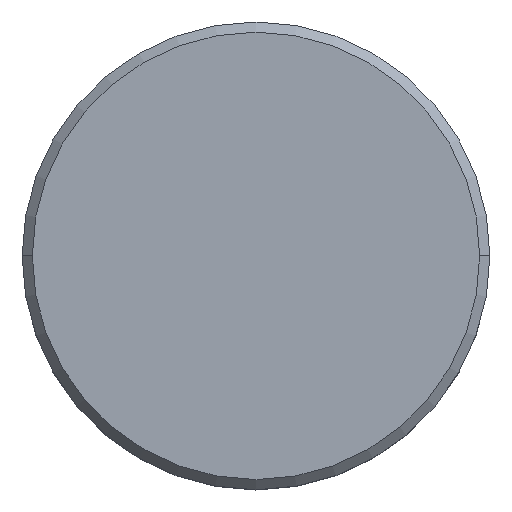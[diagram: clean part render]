
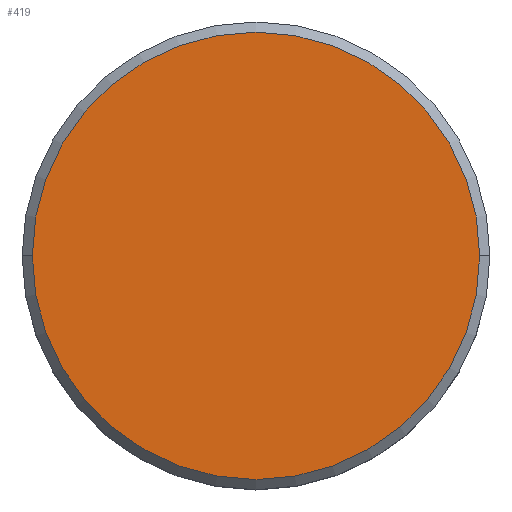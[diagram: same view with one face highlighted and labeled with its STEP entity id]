
A CAD part, top view. The second image highlights one B-rep face of the part: STEP entity #419.
In plain terms, the highlighted planar face has unit normal (0, 0, 1).
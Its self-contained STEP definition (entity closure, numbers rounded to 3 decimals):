
#11 = EDGE_LOOP ( 'NONE', ( #286, #245 ) ) ;
#25 = DIRECTION ( 'NONE',  ( 1., 0., 0. ) ) ;
#28 = PLANE ( 'NONE',  #371 ) ;
#33 = CIRCLE ( 'NONE', #517, 11. ) ;
#54 = CIRCLE ( 'NONE', #471, 11. ) ;
#62 = VERTEX_POINT ( 'NONE', #315 ) ;
#113 = DIRECTION ( 'NONE',  ( 1., 0., 0. ) ) ;
#118 = CARTESIAN_POINT ( 'NONE',  ( 0., 0., 0. ) ) ;
#245 = ORIENTED_EDGE ( 'NONE', *, *, #387, .T. ) ;
#266 = DIRECTION ( 'NONE',  ( 1., 0., 0. ) ) ;
#278 = CARTESIAN_POINT ( 'NONE',  ( 11., 0., 0. ) ) ;
#286 = ORIENTED_EDGE ( 'NONE', *, *, #361, .T. ) ;
#311 = VERTEX_POINT ( 'NONE', #278 ) ;
#315 = CARTESIAN_POINT ( 'NONE',  ( -11., 0., 0. ) ) ;
#348 = CARTESIAN_POINT ( 'NONE',  ( 0., 0., 0. ) ) ;
#355 = FACE_OUTER_BOUND ( 'NONE', #11, .T. ) ;
#358 = DIRECTION ( 'NONE',  ( 0., 0., 1. ) ) ;
#361 = EDGE_CURVE ( 'NONE', #62, #311, #54, .T. ) ;
#371 = AXIS2_PLACEMENT_3D ( 'NONE', #404, #493, #25 ) ;
#387 = EDGE_CURVE ( 'NONE', #311, #62, #33, .T. ) ;
#404 = CARTESIAN_POINT ( 'NONE',  ( 0., 0., 0. ) ) ;
#419 = ADVANCED_FACE ( 'NONE', ( #355 ), #28, .T. ) ;
#471 = AXIS2_PLACEMENT_3D ( 'NONE', #348, #358, #266 ) ;
#486 = DIRECTION ( 'NONE',  ( 0., 0., 1. ) ) ;
#493 = DIRECTION ( 'NONE',  ( 0., 0., 1. ) ) ;
#517 = AXIS2_PLACEMENT_3D ( 'NONE', #118, #486, #113 ) ;
